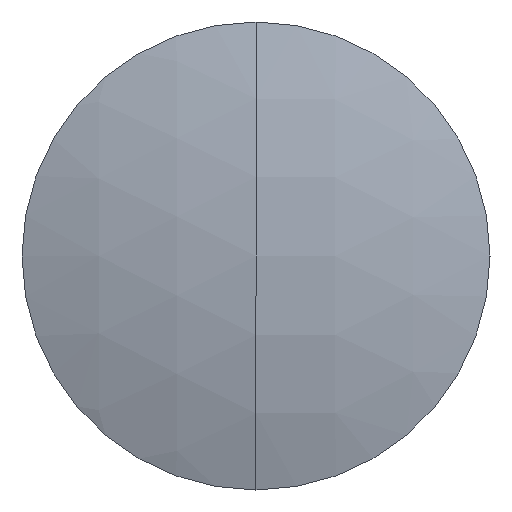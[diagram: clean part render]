
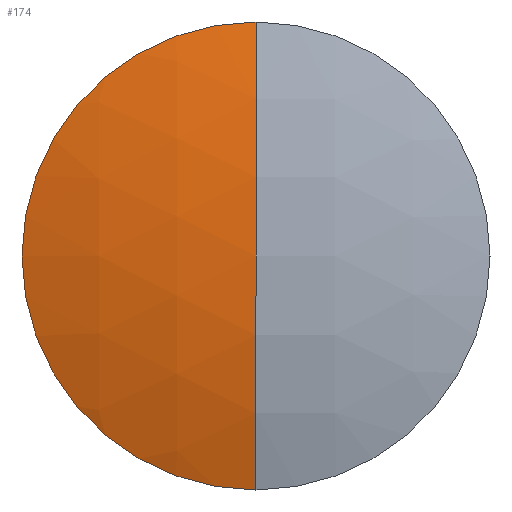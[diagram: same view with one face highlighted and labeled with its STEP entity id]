
A CAD part, left-side view. The second image highlights one B-rep face of the part: STEP entity #174.
In plain terms, the highlighted spherical face has radius 41.7 mm.
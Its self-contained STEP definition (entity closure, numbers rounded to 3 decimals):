
#2 = ORIENTED_EDGE ( 'NONE', *, *, #186, .F. ) ;
#20 = CARTESIAN_POINT ( 'NONE',  ( 270.696, 0., 0. ) ) ;
#26 = EDGE_CURVE ( 'NONE', #102, #137, #97, .T. ) ;
#38 = DIRECTION ( 'NONE',  ( 0., 0., -1. ) ) ;
#40 = DIRECTION ( 'NONE',  ( 0., 1., 0. ) ) ;
#47 = SPHERICAL_SURFACE ( 'NONE', #260, 41.7 ) ;
#49 = DIRECTION ( 'NONE',  ( 0., 0., 1. ) ) ;
#63 = FACE_OUTER_BOUND ( 'NONE', #290, .T. ) ;
#83 = CIRCLE ( 'NONE', #116, 41.7 ) ;
#85 = AXIS2_PLACEMENT_3D ( 'NONE', #256, #112, #282 ) ;
#88 = EDGE_CURVE ( 'NONE', #137, #310, #83, .T. ) ;
#96 = DIRECTION ( 'NONE',  ( 0., 1., 0. ) ) ;
#97 = CIRCLE ( 'NONE', #85, 12.7 ) ;
#102 = VERTEX_POINT ( 'NONE', #241 ) ;
#112 = DIRECTION ( 'NONE',  ( -1., 0., 0. ) ) ;
#116 = AXIS2_PLACEMENT_3D ( 'NONE', #274, #96, #213 ) ;
#137 = VERTEX_POINT ( 'NONE', #138 ) ;
#138 = CARTESIAN_POINT ( 'NONE',  ( 230.977, 0., -12.7 ) ) ;
#165 = ORIENTED_EDGE ( 'NONE', *, *, #26, .T. ) ;
#174 = ADVANCED_FACE ( 'NONE', ( #63 ), #47, .T. ) ;
#186 = EDGE_CURVE ( 'NONE', #102, #310, #196, .T. ) ;
#196 = CIRCLE ( 'NONE', #268, 41.7 ) ;
#213 = DIRECTION ( 'NONE',  ( 0., 0., 1. ) ) ;
#216 = CARTESIAN_POINT ( 'NONE',  ( 228.996, 0., 0. ) ) ;
#241 = CARTESIAN_POINT ( 'NONE',  ( 230.977, 0., 12.7 ) ) ;
#256 = CARTESIAN_POINT ( 'NONE',  ( 230.977, 0., 0. ) ) ;
#260 = AXIS2_PLACEMENT_3D ( 'NONE', #345, #40, #49 ) ;
#266 = ORIENTED_EDGE ( 'NONE', *, *, #88, .T. ) ;
#268 = AXIS2_PLACEMENT_3D ( 'NONE', #20, #338, #38 ) ;
#274 = CARTESIAN_POINT ( 'NONE',  ( 270.696, 0., 0. ) ) ;
#282 = DIRECTION ( 'NONE',  ( 0., 0., 1. ) ) ;
#290 = EDGE_LOOP ( 'NONE', ( #165, #266, #2 ) ) ;
#310 = VERTEX_POINT ( 'NONE', #216 ) ;
#338 = DIRECTION ( 'NONE',  ( 0., -1., 0. ) ) ;
#345 = CARTESIAN_POINT ( 'NONE',  ( 270.696, 0., 0. ) ) ;
